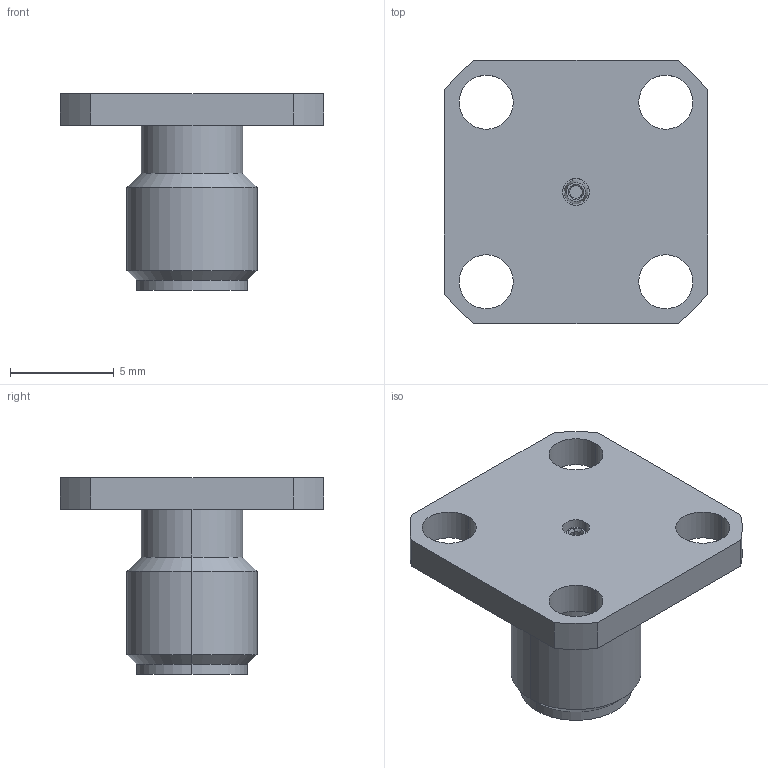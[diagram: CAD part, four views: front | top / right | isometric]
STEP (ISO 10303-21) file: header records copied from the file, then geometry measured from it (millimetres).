
FILE_DESCRIPTION (( 'STEP AP203' ), '1' );
FILE_NAME ('R124.410.003.STEP', '2014-07-08T09:36:14', ( 'adminradiall' ), ( 'Microsoft' ), 'SwSTEP 2.0', 'SolidWorks 2014', '' );
FILE_SCHEMA (( 'CONFIG_CONTROL_DESIGN' ));
Length unit declared in the file: millimetre
Products named in the file (1): R124.410.003
Bounding box: 12.7 x 12.7 x 9.47 mm (x, y, z)
Volume: 380.8 mm3; surface area: 588.6 mm2
Topology: 1 solids, 1 shells, 56 faces, 134 edges, 86 vertices
Faces by surface type: cylinder 22, plane 18, cone 16
Entity records: 1788 total; most frequent: CARTESIAN_POINT 367, DIRECTION 293, ORIENTED_EDGE 268, EDGE_CURVE 134, AXIS2_PLACEMENT_3D 120, VERTEX_POINT 86, EDGE_LOOP 70, CIRCLE 63
